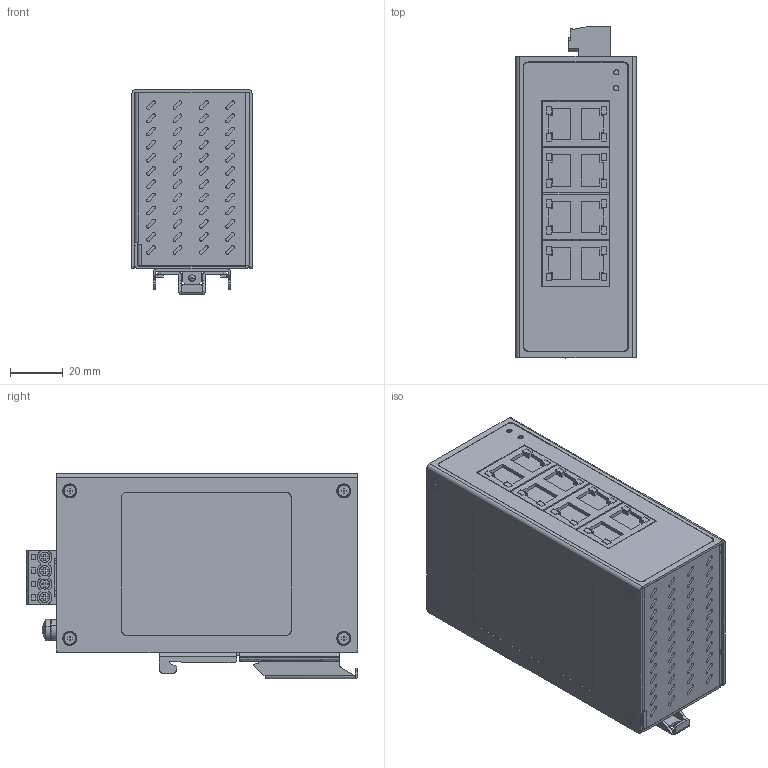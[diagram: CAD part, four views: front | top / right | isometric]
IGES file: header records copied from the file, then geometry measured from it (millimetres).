
Start section: SolidWorks IGES file using analytic representation for surfaces
Global section: file name: SX5E-HU085B_rev0.0.IGS,15; native system: HSolidWorks 2019; preprocessor: SolidWorks 2019; author: 1003643; date: 210414.172232; units: millimetre
Bounding box: 45.6 x 125.96 x 78.01 mm (x, y, z)
Surface area: 62906.7 mm2 (no closed solid volume)
Topology: 0 solids, 0 shells, 1606 faces, 15272 edges, 15269 vertices
Faces by surface type: bspline 1069, revolution 537
